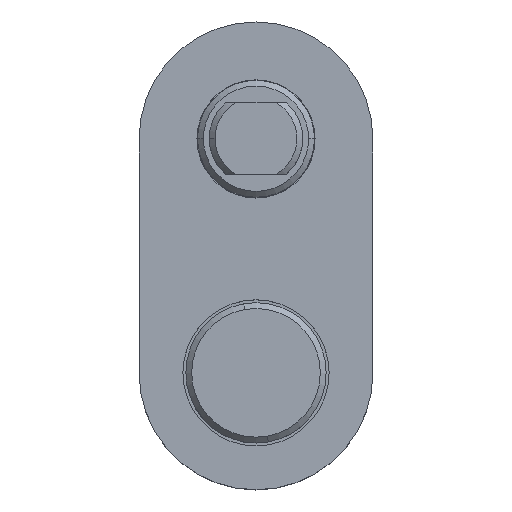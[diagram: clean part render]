
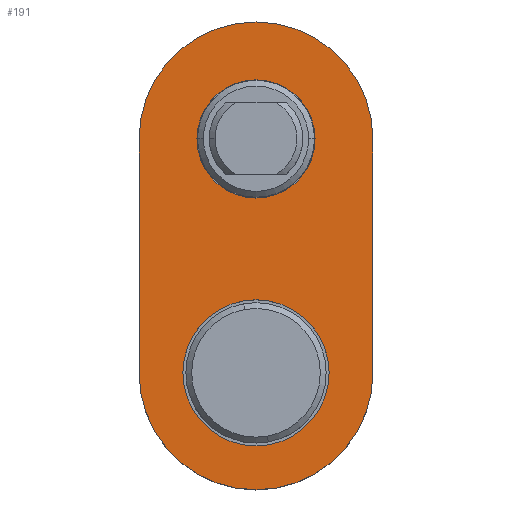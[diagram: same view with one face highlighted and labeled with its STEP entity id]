
A CAD part, top view. The second image highlights one B-rep face of the part: STEP entity #191.
In plain terms, the highlighted planar face has unit normal (0, 0, 1).
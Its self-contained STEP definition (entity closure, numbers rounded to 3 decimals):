
#27 = CARTESIAN_POINT ( 'NONE',  ( 5.05, 0., 10. ) ) ;
#56 = DIRECTION ( 'NONE',  ( 0., 1., 0. ) ) ;
#114 = VECTOR ( 'NONE', #777, 1000. ) ;
#157 = FACE_OUTER_BOUND ( 'NONE', #881, .T. ) ;
#163 = EDGE_CURVE ( 'NONE', #187, #1765, #270, .T. ) ;
#165 = CARTESIAN_POINT ( 'NONE',  ( 6.25, -20., 10. ) ) ;
#185 = EDGE_CURVE ( 'NONE', #1765, #187, #475, .T. ) ;
#187 = VERTEX_POINT ( 'NONE', #1428 ) ;
#191 = ADVANCED_FACE ( 'NONE', ( #457, #1137, #157 ), #1583, .T. ) ;
#200 = CIRCLE ( 'NONE', #1564, 6.25 ) ;
#204 = DIRECTION ( 'NONE',  ( 1., 0., 0. ) ) ;
#232 = VECTOR ( 'NONE', #56, 1000. ) ;
#261 = VERTEX_POINT ( 'NONE', #165 ) ;
#270 = CIRCLE ( 'NONE', #449, 5.05 ) ;
#276 = VERTEX_POINT ( 'NONE', #1153 ) ;
#288 = DIRECTION ( 'NONE',  ( 1., 0., 0. ) ) ;
#295 = CARTESIAN_POINT ( 'NONE',  ( 0., -20., 10. ) ) ;
#303 = CARTESIAN_POINT ( 'NONE',  ( 0., 0., 10. ) ) ;
#313 = CIRCLE ( 'NONE', #1726, 6.25 ) ;
#346 = CARTESIAN_POINT ( 'NONE',  ( -10., -20., 10. ) ) ;
#378 = CIRCLE ( 'NONE', #1000, 10. ) ;
#408 = EDGE_CURVE ( 'NONE', #1301, #1813, #1769, .T. ) ;
#426 = CARTESIAN_POINT ( 'NONE',  ( 0., -20., 10. ) ) ;
#440 = DIRECTION ( 'NONE',  ( 1., 0., 0. ) ) ;
#449 = AXIS2_PLACEMENT_3D ( 'NONE', #539, #1519, #675 ) ;
#457 = FACE_BOUND ( 'NONE', #980, .T. ) ;
#475 = CIRCLE ( 'NONE', #1487, 5.05 ) ;
#495 = CARTESIAN_POINT ( 'NONE',  ( -10., 0., 10. ) ) ;
#539 = CARTESIAN_POINT ( 'NONE',  ( 0., 0., 10. ) ) ;
#605 = ORIENTED_EDGE ( 'NONE', *, *, #887, .T. ) ;
#674 = EDGE_CURVE ( 'NONE', #1680, #261, #200, .T. ) ;
#675 = DIRECTION ( 'NONE',  ( 1., 0., 0. ) ) ;
#712 = AXIS2_PLACEMENT_3D ( 'NONE', #1734, #1206, #1619 ) ;
#736 = DIRECTION ( 'NONE',  ( 0., 0., 1. ) ) ;
#757 = EDGE_CURVE ( 'NONE', #1620, #276, #935, .T. ) ;
#777 = DIRECTION ( 'NONE',  ( 0., -1., 0. ) ) ;
#881 = EDGE_LOOP ( 'NONE', ( #605, #1630, #1249, #1214 ) ) ;
#887 = EDGE_CURVE ( 'NONE', #276, #1301, #378, .T. ) ;
#908 = CARTESIAN_POINT ( 'NONE',  ( -10., 0., 10. ) ) ;
#935 = LINE ( 'NONE', #1349, #232 ) ;
#980 = EDGE_LOOP ( 'NONE', ( #1664, #1458 ) ) ;
#985 = CARTESIAN_POINT ( 'NONE',  ( 0., 0., 10. ) ) ;
#990 = DIRECTION ( 'NONE',  ( 0., 0., 1. ) ) ;
#994 = CARTESIAN_POINT ( 'NONE',  ( -6.25, -20., 10. ) ) ;
#1000 = AXIS2_PLACEMENT_3D ( 'NONE', #1190, #1048, #204 ) ;
#1004 = DIRECTION ( 'NONE',  ( 0., 0., 1. ) ) ;
#1008 = AXIS2_PLACEMENT_3D ( 'NONE', #985, #736, #440 ) ;
#1016 = DIRECTION ( 'NONE',  ( 1., 0., 0. ) ) ;
#1048 = DIRECTION ( 'NONE',  ( 0., 0., 1. ) ) ;
#1137 = FACE_BOUND ( 'NONE', #1793, .T. ) ;
#1153 = CARTESIAN_POINT ( 'NONE',  ( 10., 0., 10. ) ) ;
#1190 = CARTESIAN_POINT ( 'NONE',  ( 0., 0., 10. ) ) ;
#1206 = DIRECTION ( 'NONE',  ( 0., 0., 1. ) ) ;
#1214 = ORIENTED_EDGE ( 'NONE', *, *, #757, .T. ) ;
#1216 = EDGE_CURVE ( 'NONE', #261, #1680, #313, .T. ) ;
#1235 = ORIENTED_EDGE ( 'NONE', *, *, #163, .F. ) ;
#1249 = ORIENTED_EDGE ( 'NONE', *, *, #1314, .T. ) ;
#1301 = VERTEX_POINT ( 'NONE', #908 ) ;
#1314 = EDGE_CURVE ( 'NONE', #1813, #1620, #1587, .T. ) ;
#1349 = CARTESIAN_POINT ( 'NONE',  ( 10., 0., 10. ) ) ;
#1390 = CARTESIAN_POINT ( 'NONE',  ( 10., -20., 10. ) ) ;
#1428 = CARTESIAN_POINT ( 'NONE',  ( -5.05, 0., 10. ) ) ;
#1458 = ORIENTED_EDGE ( 'NONE', *, *, #674, .F. ) ;
#1487 = AXIS2_PLACEMENT_3D ( 'NONE', #303, #1004, #1563 ) ;
#1498 = ORIENTED_EDGE ( 'NONE', *, *, #185, .F. ) ;
#1519 = DIRECTION ( 'NONE',  ( 0., 0., 1. ) ) ;
#1563 = DIRECTION ( 'NONE',  ( 1., 0., 0. ) ) ;
#1564 = AXIS2_PLACEMENT_3D ( 'NONE', #426, #990, #288 ) ;
#1583 = PLANE ( 'NONE',  #1008 ) ;
#1587 = CIRCLE ( 'NONE', #712, 10. ) ;
#1619 = DIRECTION ( 'NONE',  ( 1., 0., 0. ) ) ;
#1620 = VERTEX_POINT ( 'NONE', #1390 ) ;
#1630 = ORIENTED_EDGE ( 'NONE', *, *, #408, .T. ) ;
#1664 = ORIENTED_EDGE ( 'NONE', *, *, #1216, .F. ) ;
#1680 = VERTEX_POINT ( 'NONE', #994 ) ;
#1698 = DIRECTION ( 'NONE',  ( 0., 0., 1. ) ) ;
#1726 = AXIS2_PLACEMENT_3D ( 'NONE', #295, #1698, #1016 ) ;
#1734 = CARTESIAN_POINT ( 'NONE',  ( 0., -20., 10. ) ) ;
#1765 = VERTEX_POINT ( 'NONE', #27 ) ;
#1769 = LINE ( 'NONE', #495, #114 ) ;
#1793 = EDGE_LOOP ( 'NONE', ( #1235, #1498 ) ) ;
#1813 = VERTEX_POINT ( 'NONE', #346 ) ;
